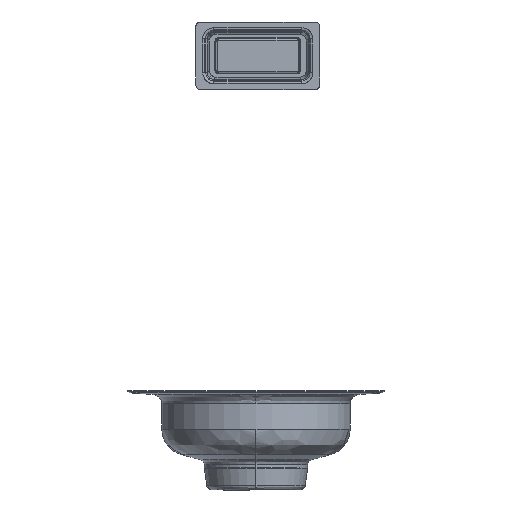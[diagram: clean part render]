
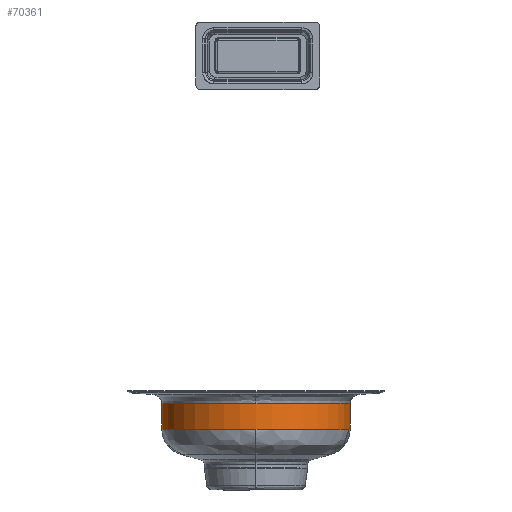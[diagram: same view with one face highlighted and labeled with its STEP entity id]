
A CAD part, front view. The second image highlights one B-rep face of the part: STEP entity #70361.
In plain terms, the highlighted cylindrical face has radius 41.8 mm (diameter 83.6 mm), a partial arc.
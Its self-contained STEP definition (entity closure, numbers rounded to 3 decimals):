
#69511=CARTESIAN_POINT(' ',(41.8,0.,11.));
#69512=VERTEX_POINT(' ',#69511);
#69696=CARTESIAN_POINT(' ',(-41.8,0.,11.));
#69697=VERTEX_POINT(' ',#69696);
#69826=CARTESIAN_POINT(' ',(0.,0.,11.));
#69831=DIRECTION(' ',(0.,0.,1.));
#69836=DIRECTION(' ',(-1.,0.,0.));
#69841=AXIS2_PLACEMENT_3D(' ',#69826,#69831,#69836);
#69846=CIRCLE('',#69841,41.8);
#69851=CARTESIAN_POINT(' ',(0.,-41.8,11.));
#69852=VERTEX_POINT(' ',#69851);
#69856=EDGE_CURVE(' ',#69697,#69852,#69846,.T.);
#69986=CARTESIAN_POINT(' ',(0.,0.,11.));
#69991=DIRECTION(' ',(0.,0.,1.));
#69996=DIRECTION(' ',(0.,-1.,0.));
#70001=AXIS2_PLACEMENT_3D(' ',#69986,#69991,#69996);
#70006=CIRCLE('',#70001,41.8);
#70011=EDGE_CURVE(' ',#69852,#69512,#70006,.T.);
#70061=CARTESIAN_POINT(' ',(-41.8,0.,11.));
#70066=DIRECTION(' ',(0.,0.,-1.));
#70071=VECTOR(' ',#70066,1.);
#70076=LINE('',#70061,#70071);
#70081=CARTESIAN_POINT(' ',(-41.8,0.,-0.152));
#70082=VERTEX_POINT(' ',#70081);
#70086=EDGE_CURVE(' ',#69697,#70082,#70076,.T.);
#70106=CARTESIAN_POINT(' ',(41.8,0.,-0.152));
#70111=DIRECTION(' ',(0.,0.,1.));
#70116=VECTOR(' ',#70111,1.);
#70121=LINE('',#70106,#70116);
#70126=CARTESIAN_POINT(' ',(41.8,0.,-0.152));
#70127=VERTEX_POINT(' ',#70126);
#70131=EDGE_CURVE(' ',#70127,#69512,#70121,.T.);
#70231=CARTESIAN_POINT(' ',(0.,0.,2.855));
#70236=DIRECTION(' ',(0.,0.,-1.));
#70241=DIRECTION(' ',(1.,0.,0.));
#70246=AXIS2_PLACEMENT_3D(' ',#70231,#70236,#70241);
#70251=CYLINDRICAL_SURFACE(' ',#70246,41.8);
#70256=ORIENTED_EDGE(' ',*,*,#70131,.T.);
#70261=ORIENTED_EDGE(' ',*,*,#70011,.F.);
#70266=ORIENTED_EDGE(' ',*,*,#69856,.F.);
#70271=ORIENTED_EDGE(' ',*,*,#70086,.T.);
#70276=CARTESIAN_POINT(' ',(0.,0.,-0.152));
#70281=DIRECTION(' ',(0.,0.,-1.));
#70286=DIRECTION(' ',(0.,-1.,0.));
#70291=AXIS2_PLACEMENT_3D(' ',#70276,#70281,#70286);
#70296=CIRCLE('',#70291,41.8);
#70301=CARTESIAN_POINT(' ',(0.,-41.8,-0.152));
#70302=VERTEX_POINT(' ',#70301);
#70306=EDGE_CURVE(' ',#70302,#70082,#70296,.T.);
#70311=ORIENTED_EDGE(' ',*,*,#70306,.F.);
#70316=CARTESIAN_POINT(' ',(0.,0.,-0.152));
#70321=DIRECTION(' ',(0.,0.,-1.));
#70326=DIRECTION(' ',(1.,0.,0.));
#70331=AXIS2_PLACEMENT_3D(' ',#70316,#70321,#70326);
#70336=CIRCLE('',#70331,41.8);
#70341=EDGE_CURVE(' ',#70127,#70302,#70336,.T.);
#70346=ORIENTED_EDGE(' ',*,*,#70341,.F.);
#70351=EDGE_LOOP(' ',(#70256,#70261,#70266,#70271,#70311,#70346));
#70356=FACE_OUTER_BOUND(' ',#70351,.T.);
#70361=ADVANCED_FACE('',(#70356),#70251,.T.);
